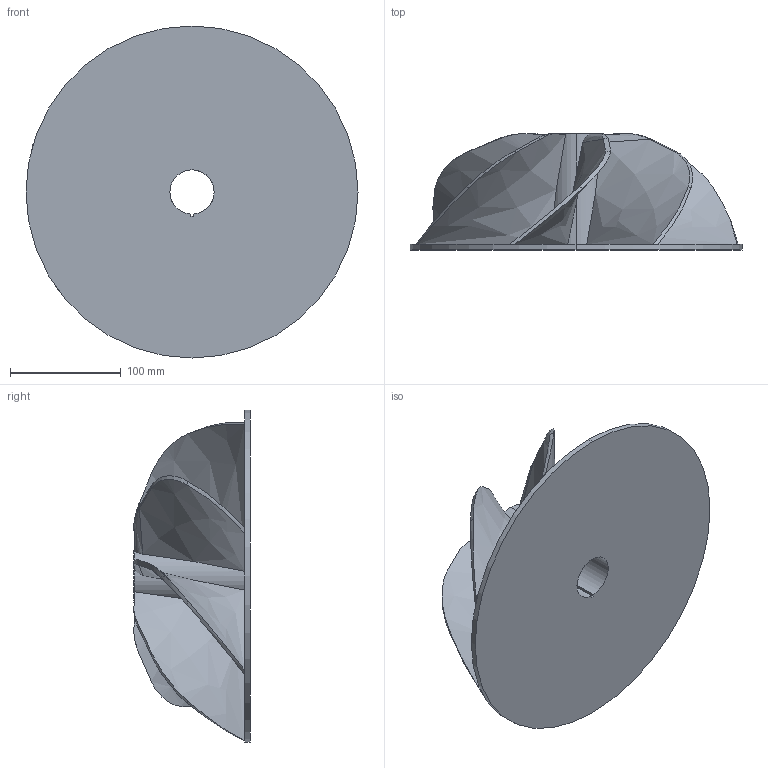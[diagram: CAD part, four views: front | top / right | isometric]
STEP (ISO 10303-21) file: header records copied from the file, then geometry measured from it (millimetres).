
FILE_DESCRIPTION (( 'STEP AP214' ), '1' );
FILE_NAME ('Centrifugal Pump design-1.step', '2023-06-15T00:34:31', ( '' ), ( '' ), 'SwSTEP 2.0', 'SolidWorks 2022', '' );
FILE_SCHEMA (( 'AUTOMOTIVE_DESIGN' ));
Length unit declared in the file: millimetre
Products named in the file (1): Centrifugal Pump design-1
Bounding box: 300 x 105.04 x 300 mm (x, y, z)
Volume: 746165.6 mm3; surface area: 349858.2 mm2
Topology: 8 solids, 8 shells, 77 faces, 183 edges, 122 vertices
Faces by surface type: bspline 35, cone 17, torus 15, cylinder 5, plane 5
Entity records: 3666 total; most frequent: CARTESIAN_POINT 2120, ORIENTED_EDGE 366, EDGE_CURVE 183, DIRECTION 165, B_SPLINE_CURVE_WITH_KNOTS 133, VERTEX_POINT 122, EDGE_LOOP 79, ADVANCED_FACE 77
